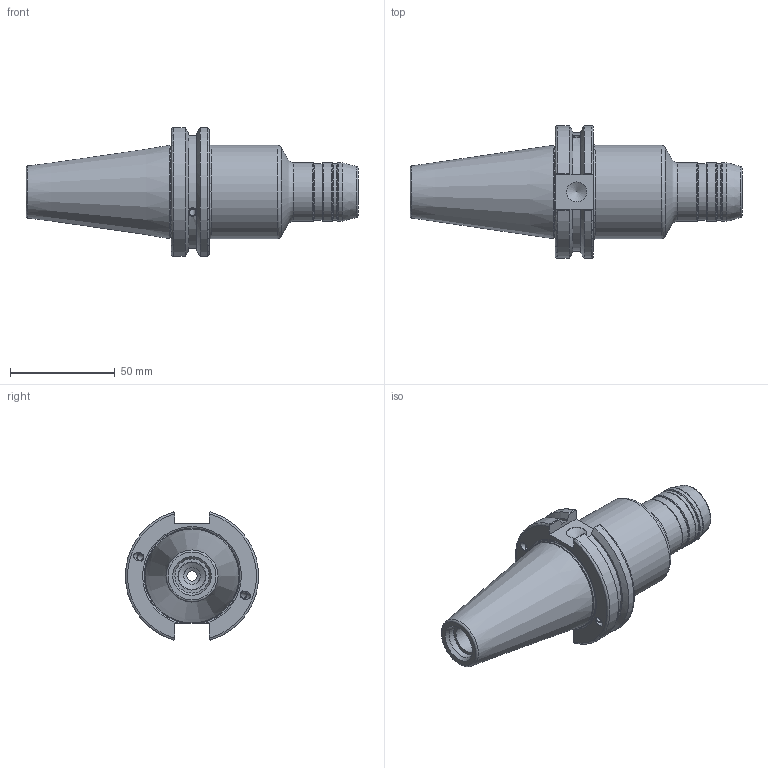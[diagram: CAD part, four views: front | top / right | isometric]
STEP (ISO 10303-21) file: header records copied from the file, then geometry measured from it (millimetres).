
FILE_DESCRIPTION(/* description */ (''),/* implementation_level */ '2;1');
FILE_NAME(/* name */ 'WB022.stp',/* time_stamp */ '2021-11-24T11:22:18+09:00',/* author */ ('eos'),/* organization */ (''),/* preprocessor_version */ 'ST-DEVELOPER v18.1',/* originating_system */ 'Autodesk Inventor 2022',/* authorisation */ '');
FILE_SCHEMA (('AUTOMOTIVE_DESIGN { 1 0 10303 214 3 1 1 }'));
Length unit declared in the file: millimetre
Products named in the file (1): CAT50
Bounding box: 158.25 x 63.26 x 61.09 mm (x, y, z)
Volume: 179994.9 mm3; surface area: 29743.3 mm2
Topology: 1 solids, 1 shells, 108 faces, 301 edges, 197 vertices
Faces by surface type: cylinder 35, plane 34, cone 20, torus 19
Full cylindrical faces by diameter (mm): 3.242 x6, 4 x2, 4.2 x2, 4.917 x1, 7.938 x1, 8 x1, 9.5 x1, 9.525 x1, 13 x1, 13.386 x1, 16.3 x1, 27 x2, 28 x3, 43.8 x1, 44.5 x1
Entity records: 3808 total; most frequent: CARTESIAN_POINT 958, DIRECTION 615, ORIENTED_EDGE 596, EDGE_CURVE 298, AXIS2_PLACEMENT_3D 260, VERTEX_POINT 197, CIRCLE 133, EDGE_LOOP 123
